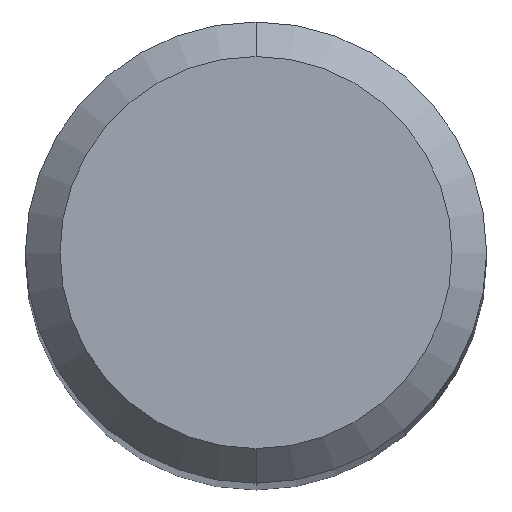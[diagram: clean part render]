
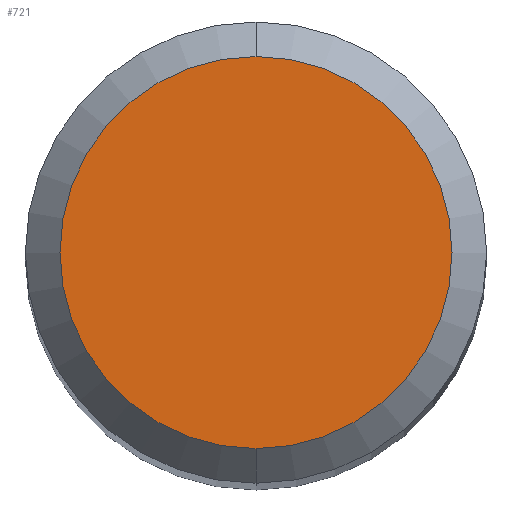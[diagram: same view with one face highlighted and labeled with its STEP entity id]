
A CAD part, top view. The second image highlights one B-rep face of the part: STEP entity #721.
In plain terms, the highlighted planar face has unit normal (0, 0, 1).
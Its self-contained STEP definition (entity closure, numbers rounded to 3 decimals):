
#721=ADVANCED_FACE('',(#1505),#1506,.T.);
#795=VERTEX_POINT('',#1590);
#831=EDGE_CURVE('',#889,#795,#1629,.T.);
#889=VERTEX_POINT('',#1689);
#1045=EDGE_CURVE('',#795,#889,#1861,.T.);
#1505=FACE_OUTER_BOUND('',#3280,.T.);
#1506=PLANE('',#3281);
#1590=CARTESIAN_POINT('',(0.,-1.7,0.0));
#1629=CIRCLE('',#3666,1.7);
#1689=CARTESIAN_POINT('',(0.0,1.7,0.0));
#1861=CIRCLE('',#4731,1.7);
#3280=EDGE_LOOP('',(#5412,#5413));
#3281=AXIS2_PLACEMENT_3D('',#5414,#5415,#5416);
#3666=AXIS2_PLACEMENT_3D('',#5577,#5578,#5579);
#4731=AXIS2_PLACEMENT_3D('',#5798,#5799,#5800);
#5412=ORIENTED_EDGE('',*,*,#831,.F.);
#5413=ORIENTED_EDGE('',*,*,#1045,.F.);
#5414=CARTESIAN_POINT('',(0.0,0.85,0.0));
#5415=DIRECTION('',(-0.0,0.0,1.0));
#5416=DIRECTION('',(0.0,-1.0,0.0));
#5577=CARTESIAN_POINT('',(0.0,0.0,0.0));
#5578=DIRECTION('',(0.0,0.0,-1.0));
#5579=DIRECTION('',(0.0,1.0,0.0));
#5798=CARTESIAN_POINT('',(0.0,0.0,0.0));
#5799=DIRECTION('',(0.0,0.0,-1.0));
#5800=DIRECTION('',(0.0,1.0,0.0));
